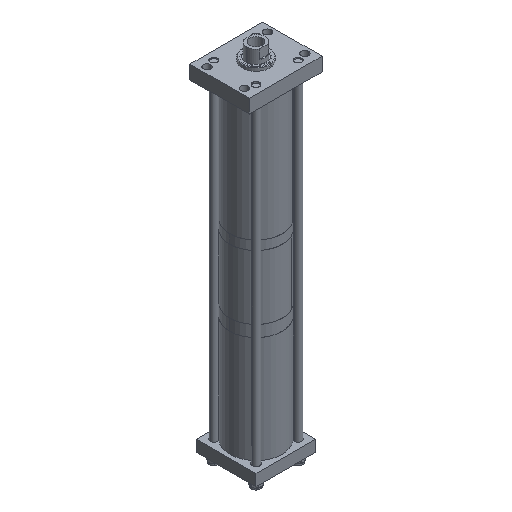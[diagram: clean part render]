
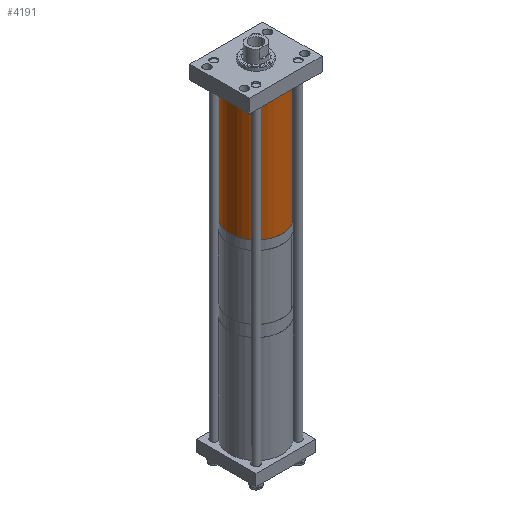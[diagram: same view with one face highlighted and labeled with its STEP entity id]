
A CAD part, isometric view. The second image highlights one B-rep face of the part: STEP entity #4191.
In plain terms, the highlighted cylindrical face has radius 73.025 mm (diameter 146.05 mm), a partial arc.
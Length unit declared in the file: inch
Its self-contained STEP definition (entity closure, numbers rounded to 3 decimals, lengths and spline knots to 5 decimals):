
#252 = CARTESIAN_POINT ( 'NONE',  ( -2.875, 0., 13.559 ) ) ;
#407 = EDGE_CURVE ( 'NONE', #1552, #7546, #5660, .T. ) ;
#876 = DIRECTION ( 'NONE',  ( 1., 0., 0. ) ) ;
#1052 = AXIS2_PLACEMENT_3D ( 'NONE', #2650, #9924, #1744 ) ;
#1234 = ORIENTED_EDGE ( 'NONE', *, *, #7432, .T. ) ;
#1552 = VERTEX_POINT ( 'NONE', #252 ) ;
#1690 = CARTESIAN_POINT ( 'NONE',  ( 0., 0., 0. ) ) ;
#1744 = DIRECTION ( 'NONE',  ( 1., 0., 0. ) ) ;
#2210 = ORIENTED_EDGE ( 'NONE', *, *, #407, .F. ) ;
#2576 = CARTESIAN_POINT ( 'NONE',  ( 2.875, 0., 13.559 ) ) ;
#2650 = CARTESIAN_POINT ( 'NONE',  ( 0., 0., 13.559 ) ) ;
#3172 = AXIS2_PLACEMENT_3D ( 'NONE', #1690, #8105, #876 ) ;
#3182 = CARTESIAN_POINT ( 'NONE',  ( 0., 0., 13.559 ) ) ;
#3331 = LINE ( 'NONE', #9872, #3459 ) ;
#3387 = DIRECTION ( 'NONE',  ( 0., 0., -1. ) ) ;
#3459 = VECTOR ( 'NONE', #8173, 39.37008 ) ;
#3782 = CARTESIAN_POINT ( 'NONE',  ( 2.875, 0., 0. ) ) ;
#4191 = ADVANCED_FACE ( 'NONE', ( #6051 ), #9745, .T. ) ;
#4265 = CARTESIAN_POINT ( 'NONE',  ( -2.875, 0., 13.559 ) ) ;
#4355 = ORIENTED_EDGE ( 'NONE', *, *, #4678, .T. ) ;
#4678 = EDGE_CURVE ( 'NONE', #9344, #5716, #7448, .T. ) ;
#5459 = AXIS2_PLACEMENT_3D ( 'NONE', #3182, #7187, #8799 ) ;
#5660 = CIRCLE ( 'NONE', #1052, 2.875 ) ;
#5716 = VERTEX_POINT ( 'NONE', #3782 ) ;
#6051 = FACE_OUTER_BOUND ( 'NONE', #7424, .T. ) ;
#6454 = CARTESIAN_POINT ( 'NONE',  ( -2.875, 0., 0. ) ) ;
#6760 = LINE ( 'NONE', #4265, #8836 ) ;
#7187 = DIRECTION ( 'NONE',  ( 0., 0., -1. ) ) ;
#7424 = EDGE_LOOP ( 'NONE', ( #8571, #2210, #1234, #4355 ) ) ;
#7432 = EDGE_CURVE ( 'NONE', #1552, #9344, #6760, .T. ) ;
#7448 = CIRCLE ( 'NONE', #3172, 2.875 ) ;
#7546 = VERTEX_POINT ( 'NONE', #2576 ) ;
#7979 = EDGE_CURVE ( 'NONE', #7546, #5716, #3331, .T. ) ;
#8105 = DIRECTION ( 'NONE',  ( 0., 0., 1. ) ) ;
#8173 = DIRECTION ( 'NONE',  ( 0., 0., -1. ) ) ;
#8571 = ORIENTED_EDGE ( 'NONE', *, *, #7979, .F. ) ;
#8799 = DIRECTION ( 'NONE',  ( -1., 0., 0. ) ) ;
#8836 = VECTOR ( 'NONE', #3387, 39.37008 ) ;
#9344 = VERTEX_POINT ( 'NONE', #6454 ) ;
#9745 = CYLINDRICAL_SURFACE ( 'NONE', #5459, 2.875 ) ;
#9872 = CARTESIAN_POINT ( 'NONE',  ( 2.875, 0., 13.559 ) ) ;
#9924 = DIRECTION ( 'NONE',  ( 0., 0., 1. ) ) ;
